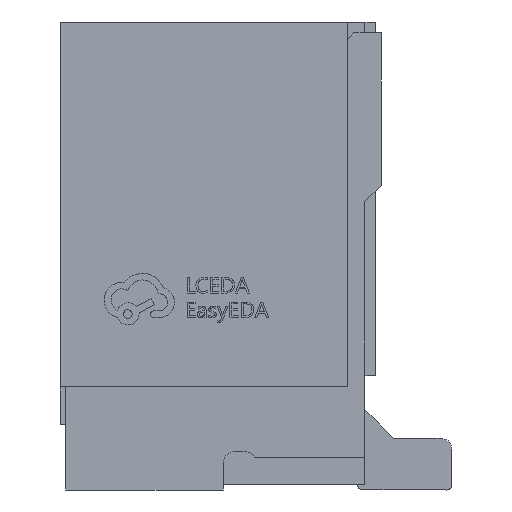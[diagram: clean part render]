
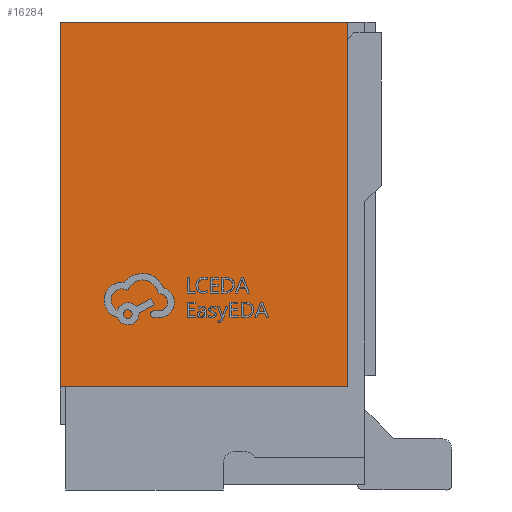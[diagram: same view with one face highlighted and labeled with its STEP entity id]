
A CAD part, left-side view. The second image highlights one B-rep face of the part: STEP entity #16284.
In plain terms, the highlighted planar face has unit normal (-1, 0, 0).
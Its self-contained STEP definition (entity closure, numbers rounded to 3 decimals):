
#228 = CARTESIAN_POINT ( 'NONE',  ( -4.15, 1.8, 0. ) ) ;
#867 = DIRECTION ( 'NONE',  ( -1., 0., 0. ) ) ;
#1384 = VECTOR ( 'NONE', #7445, 1000. ) ;
#1523 = EDGE_CURVE ( 'NONE', #18930, #18805, #1631, .T. ) ;
#1631 = LINE ( 'NONE', #15034, #1384 ) ;
#3011 = LINE ( 'NONE', #4794, #22583 ) ;
#4181 = FACE_OUTER_BOUND ( 'NONE', #20893, .T. ) ;
#4794 = CARTESIAN_POINT ( 'NONE',  ( -4.15, -0.84, 0. ) ) ;
#5298 = VERTEX_POINT ( 'NONE', #228 ) ;
#5401 = EDGE_CURVE ( 'NONE', #5298, #18930, #21982, .T. ) ;
#6834 = DIRECTION ( 'NONE',  ( 0., 0., -1. ) ) ;
#7445 = DIRECTION ( 'NONE',  ( 0., -1., 0. ) ) ;
#7702 = VERTEX_POINT ( 'NONE', #23611 ) ;
#8245 = CARTESIAN_POINT ( 'NONE',  ( -4.15, -0.84, -3.35 ) ) ;
#8748 = ORIENTED_EDGE ( 'NONE', *, *, #5401, .T. ) ;
#9589 = ORIENTED_EDGE ( 'NONE', *, *, #1523, .T. ) ;
#12546 = DIRECTION ( 'NONE',  ( 0., 0., -1. ) ) ;
#14055 = VECTOR ( 'NONE', #6834, 1000. ) ;
#14543 = CARTESIAN_POINT ( 'NONE',  ( -4.15, 1.8, -3.35 ) ) ;
#14924 = LINE ( 'NONE', #17125, #20287 ) ;
#15034 = CARTESIAN_POINT ( 'NONE',  ( -4.15, 1.8, -3.35 ) ) ;
#16284 = ADVANCED_FACE ( 'NONE', ( #4181 ), #23795, .T. ) ;
#17125 = CARTESIAN_POINT ( 'NONE',  ( -4.15, 1.8, 0. ) ) ;
#18152 = AXIS2_PLACEMENT_3D ( 'NONE', #22501, #867, #18626 ) ;
#18626 = DIRECTION ( 'NONE',  ( 0., 0., 1. ) ) ;
#18805 = VERTEX_POINT ( 'NONE', #8245 ) ;
#18930 = VERTEX_POINT ( 'NONE', #14543 ) ;
#19055 = EDGE_CURVE ( 'NONE', #5298, #7702, #14924, .T. ) ;
#20287 = VECTOR ( 'NONE', #22779, 1000. ) ;
#20612 = ORIENTED_EDGE ( 'NONE', *, *, #19055, .F. ) ;
#20893 = EDGE_LOOP ( 'NONE', ( #20612, #8748, #9589, #24211 ) ) ;
#21982 = LINE ( 'NONE', #22479, #14055 ) ;
#22479 = CARTESIAN_POINT ( 'NONE',  ( -4.15, 1.8, 0. ) ) ;
#22501 = CARTESIAN_POINT ( 'NONE',  ( -4.15, 1.8, 0. ) ) ;
#22515 = EDGE_CURVE ( 'NONE', #7702, #18805, #3011, .T. ) ;
#22583 = VECTOR ( 'NONE', #12546, 1000. ) ;
#22779 = DIRECTION ( 'NONE',  ( 0., -1., 0. ) ) ;
#23611 = CARTESIAN_POINT ( 'NONE',  ( -4.15, -0.84, 0. ) ) ;
#23795 = PLANE ( 'NONE',  #18152 ) ;
#24211 = ORIENTED_EDGE ( 'NONE', *, *, #22515, .F. ) ;
